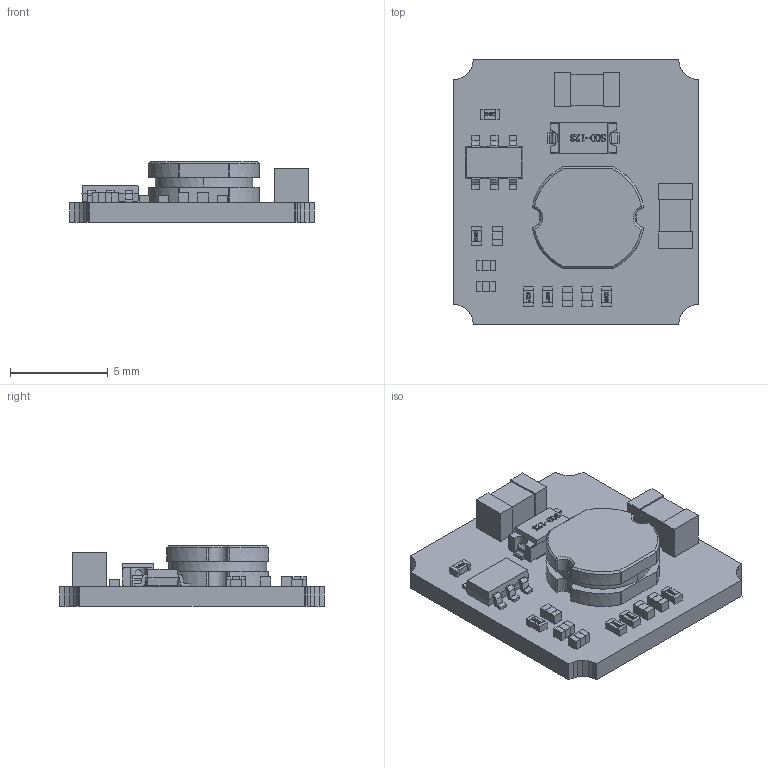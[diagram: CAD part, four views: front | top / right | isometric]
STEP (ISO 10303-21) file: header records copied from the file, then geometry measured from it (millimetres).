
FILE_DESCRIPTION (( 'STEP AP214' ), '1' );
FILE_NAME ('CUI_VXO7805-500-M.step', '2020-03-27T19:45:41', ( '' ), ( '' ), 'SwSTEP 2.0', 'SolidWorks 2020', '' );
FILE_SCHEMA (( 'AUTOMOTIVE_DESIGN' ));
Length unit declared in the file: inch
Products named in the file (1): CUI_VXO7805-500-M
Bounding box: 12.5 x 13.5 x 3.1 mm (x, y, z)
Volume: 245.7 mm3; surface area: 562.5 mm2
Topology: 8 solids, 8 shells, 1209 faces, 3420 edges, 2279 vertices
Faces by surface type: plane 1069, bspline 140
Entity records: 54730 total; most frequent: CARTESIAN_POINT 20528, ORIENTED_EDGE 6824, DIRECTION 4049, EDGE_CURVE 3412, VERTEX_POINT 2279, VECTOR 1909, LINE 1909, B_SPLINE_CURVE_WITH_KNOTS 1503
